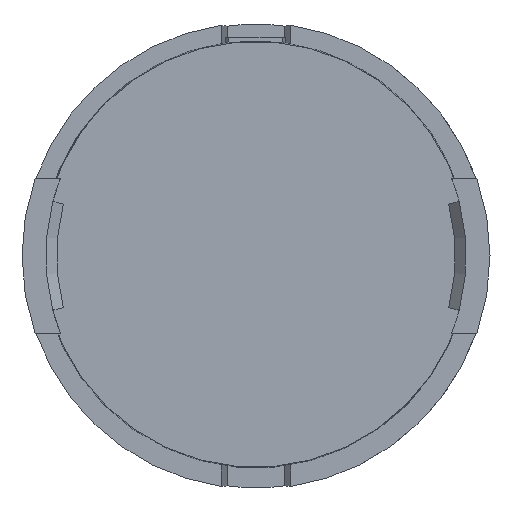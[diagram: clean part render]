
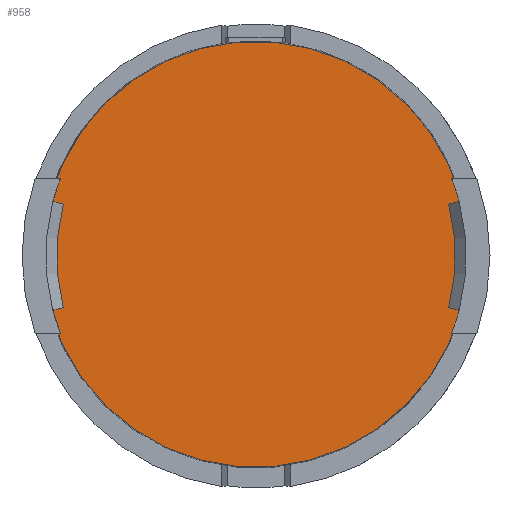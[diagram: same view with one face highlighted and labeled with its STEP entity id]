
A CAD part, top view. The second image highlights one B-rep face of the part: STEP entity #958.
In plain terms, the highlighted free-form (B-spline) face has degree [1, 1] with [2, 2] control points.
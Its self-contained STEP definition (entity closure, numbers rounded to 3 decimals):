
#958 = ADVANCED_FACE('',(#959),#979,.T.);
#959 = FACE_BOUND('',#960,.T.);
#960 = EDGE_LOOP('',(#961,#972));
#961 = ORIENTED_EDGE('',*,*,#962,.T.);
#962 = EDGE_CURVE('',#963,#965,#967,.T.);
#963 = VERTEX_POINT('',#964);
#964 = CARTESIAN_POINT('',(-6.944,-6.944,12.));
#965 = VERTEX_POINT('',#966);
#966 = CARTESIAN_POINT('',(6.944,6.944,12.));
#967 = CIRCLE('',#968,9.82);
#968 = AXIS2_PLACEMENT_3D('',#969,#970,#971);
#969 = CARTESIAN_POINT('',(0.,0.,12.)
  );
#970 = DIRECTION('',(0.,0.,1.));
#971 = DIRECTION('',(-0.707,-0.707,0.));
#972 = ORIENTED_EDGE('',*,*,#973,.T.);
#973 = EDGE_CURVE('',#965,#963,#974,.T.);
#974 = CIRCLE('',#975,9.82);
#975 = AXIS2_PLACEMENT_3D('',#976,#977,#978);
#976 = CARTESIAN_POINT('',(0.,0.,12.)
  );
#977 = DIRECTION('',(0.,-0.,1.));
#978 = DIRECTION('',(0.707,0.707,0.));
#979 = B_SPLINE_SURFACE_WITH_KNOTS('',1,1,(
    (#980,#981)
    ,(#982,#983
    )),.UNSPECIFIED.,.F.,.F.,.F.,(2,2),(2,2),(-10.213,
    10.213),(-10.218,10.218),
  .PIECEWISE_BEZIER_KNOTS.);
#980 = CARTESIAN_POINT('',(-0.004,14.447,12.));
#981 = CARTESIAN_POINT('',(14.447,-0.004,12.));
#982 = CARTESIAN_POINT('',(-14.447,0.004,12.));
#983 = CARTESIAN_POINT('',(0.004,-14.447,12.));
